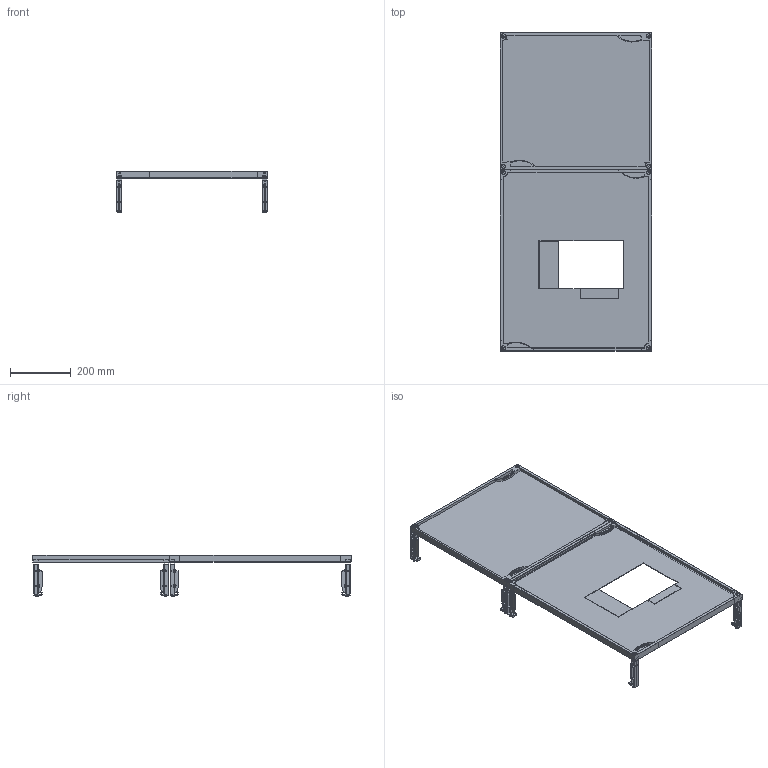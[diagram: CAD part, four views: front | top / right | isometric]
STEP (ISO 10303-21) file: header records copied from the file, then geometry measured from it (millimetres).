
FILE_DESCRIPTION(('STEP AP214'),'1');
FILE_NAME('cctmp_8983398A-1AE9-4FD4-8DD2-F7FF28C8254F_2024_01_30_10_10_16_0651..stp','2024-01-30T09:10:19',('SIEMENS A&D'),('CADClick - www.CADClick.com'),'Spatial InterOp 3D',' ','unknown authorization');
FILE_SCHEMA(('AUTOMOTIVE_DESIGN'));
Length unit declared in the file: millimetre
Products named in the file (11): cc_unnamed; 2024_01_30_10_10_16_0588; 2024_01_30_10_10_16_0557; 2024_01_30_10_10_16_0526; 2024_01_30_10_10_16_0494; 2024_01_30_10_10_16_0432; 2024_01_30_10_10_16_0401; 2024_01_30_10_10_16_0369; 2024_01_30_10_10_16_0338; 2024_01_30_10_10_16_0276; 2024_01_30_10_10_16_0202
Assembly tree (10 placements, depth 2):
  cc_unnamed
    2024_01_30_10_10_16_0588
    2024_01_30_10_10_16_0557
    2024_01_30_10_10_16_0526
    2024_01_30_10_10_16_0494
    2024_01_30_10_10_16_0432
    2024_01_30_10_10_16_0401
    2024_01_30_10_10_16_0369
    2024_01_30_10_10_16_0338
    2024_01_30_10_10_16_0276
    2024_01_30_10_10_16_0202
Bounding box: 500 x 1050 x 137.23 mm (x, y, z)
Volume: 2261433.4 mm3; surface area: 1322508.8 mm2
Topology: 10 solids, 10 shells, 2338 faces, 6578 edges, 4316 vertices
Faces by surface type: plane 1636, cylinder 634, torus 52, cone 16
Entity records: 96258 total; most frequent: CARTESIAN_POINT 15459, ORIENTED_EDGE 13156, DIRECTION 12676, EDGE_CURVE 6578, LINE 4866, VECTOR 4866, VERTEX_POINT 4316, AXIS2_PLACEMENT_3D 3905
